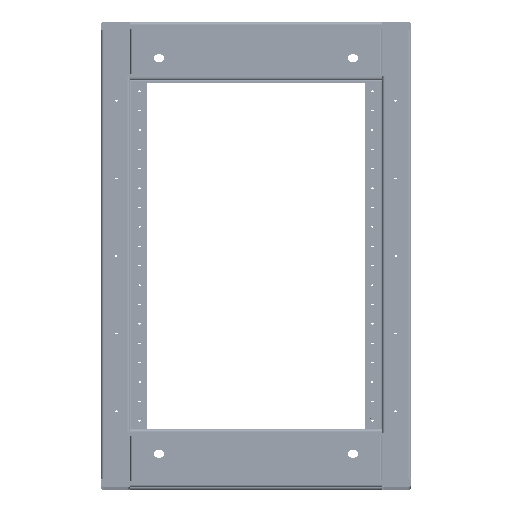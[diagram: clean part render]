
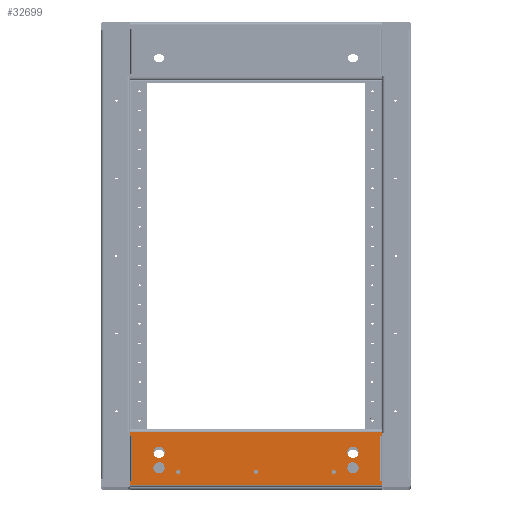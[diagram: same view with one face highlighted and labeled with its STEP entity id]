
A CAD part, top view. The second image highlights one B-rep face of the part: STEP entity #32699.
In plain terms, the highlighted planar face has unit normal (0, 0, 1).
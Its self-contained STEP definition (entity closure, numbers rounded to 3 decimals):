
#26077=EDGE_CURVE('',#54795,#49213,#74902,.T.);
#27159=VERTEX_POINT('',#76121);
#27545=EDGE_CURVE('',#49213,#54795,#76540,.T.);
#28631=EDGE_CURVE('',#44219,#52649,#77744,.T.);
#29277=VERTEX_POINT('',#78445);
#29545=EDGE_CURVE('',#52649,#44219,#78910,.T.);
#29681=VERTEX_POINT('',#79134);
#29685=VERTEX_POINT('',#79138);
#30061=VERTEX_POINT('',#79543);
#30847=EDGE_CURVE('',#52693,#63563,#80401,.T.);
#32127=VERTEX_POINT('',#81824);
#32699=ADVANCED_FACE('',(#82558,#82559,#82560,#82561,#82562,#82563,#82564,#82565),#82566,.T.);
#33143=EDGE_CURVE('',#45857,#36055,#83056,.T.);
#33275=VERTEX_POINT('',#83192);
#33799=EDGE_CURVE('',#44257,#44465,#83793,.T.);
#33837=EDGE_CURVE('',#32127,#42693,#83836,.T.);
#34473=VERTEX_POINT('',#84526);
#35335=VERTEX_POINT('',#85494);
#35701=VERTEX_POINT('',#85896);
#36055=VERTEX_POINT('',#86277);
#36935=EDGE_CURVE('',#34473,#29277,#87268,.T.);
#37847=EDGE_CURVE('',#29681,#52693,#88245,.T.);
#39757=VERTEX_POINT('',#90472);
#42011=EDGE_CURVE('',#30061,#68421,#93030,.T.);
#42693=VERTEX_POINT('',#93777);
#44219=VERTEX_POINT('',#95446);
#44257=VERTEX_POINT('',#95487);
#44465=VERTEX_POINT('',#95721);
#44469=EDGE_CURVE('',#29685,#66637,#95725,.T.);
#45447=EDGE_CURVE('',#35701,#35335,#97030,.T.);
#45857=VERTEX_POINT('',#97469);
#46265=EDGE_CURVE('',#39757,#27159,#97914,.T.);
#47815=EDGE_CURVE('',#67631,#34473,#99668,.T.);
#49213=VERTEX_POINT('',#101484);
#49493=EDGE_CURVE('',#36055,#35335,#101864,.T.);
#50463=EDGE_CURVE('',#33275,#68599,#103079,.T.);
#50761=EDGE_CURVE('',#27159,#39757,#103410,.T.);
#52649=VERTEX_POINT('',#105499);
#52693=VERTEX_POINT('',#105546);
#54795=VERTEX_POINT('',#107909);
#55461=EDGE_CURVE('',#68599,#33275,#108671,.T.);
#59331=EDGE_CURVE('',#44465,#44257,#113135,.T.);
#59357=EDGE_CURVE('',#66637,#29685,#113165,.T.);
#63563=VERTEX_POINT('',#118046);
#63697=EDGE_CURVE('',#35701,#29681,#118184,.T.);
#66637=VERTEX_POINT('',#121558);
#67381=EDGE_CURVE('',#32127,#45857,#122382,.T.);
#67631=VERTEX_POINT('',#122670);
#67835=EDGE_CURVE('',#42693,#29277,#122892,.T.);
#68421=VERTEX_POINT('',#123570);
#68599=VERTEX_POINT('',#123764);
#68617=EDGE_CURVE('',#63563,#67631,#123783,.T.);
#69023=EDGE_CURVE('',#68421,#30061,#124228,.T.);
#74902=CIRCLE('',#131515,7.25);
#76121=CARTESIAN_POINT('',(-97.3,-580.0,2000.0));
#76540=CIRCLE('',#133693,7.25);
#77744=CIRCLE('',#135292,7.25);
#78445=CARTESIAN_POINT('',(162.0,-528.5,2000.0));
#78910=CIRCLE('',#136778,7.25);
#79134=CARTESIAN_POINT('',(162.0,-596.5,2000.0));
#79138=CARTESIAN_POINT('',(97.3,-580.0,2000.0));
#79543=CARTESIAN_POINT('',(-2.7,-580.0,2000.0));
#80401=LINE('',#138692,#138693);
#81824=CARTESIAN_POINT('',(-162.0,-533.5,2000.0));
#82558=FACE_BOUND('',#141532,.T.);
#82559=FACE_BOUND('',#141533,.T.);
#82560=FACE_BOUND('',#141534,.T.);
#82561=FACE_BOUND('',#141535,.T.);
#82562=FACE_BOUND('',#141536,.T.);
#82563=FACE_BOUND('',#141537,.T.);
#82564=FACE_BOUND('',#141538,.T.);
#82565=FACE_OUTER_BOUND('',#141539,.T.);
#82566=PLANE('',#141540);
#83056=LINE('',#142191,#142192);
#83192=CARTESIAN_POINT('',(-117.75,-575.0,2000.0));
#83793=CIRCLE('',#143167,7.25);
#83836=LINE('',#143221,#143222);
#84526=CARTESIAN_POINT('',(162.0,-533.5,2000.0));
#85494=CARTESIAN_POINT('',(-162.0,-591.5,2000.0));
#85896=CARTESIAN_POINT('',(-162.0,-596.5,2000.0));
#86277=CARTESIAN_POINT('',(-159.5,-591.5,2000.0));
#87268=LINE('',#147774,#147775);
#88245=LINE('',#149077,#149078);
#90472=CARTESIAN_POINT('',(-102.7,-580.0,2000.0));
#93030=CIRCLE('',#155336,2.7);
#93777=CARTESIAN_POINT('',(-162.0,-528.5,2000.0));
#95446=CARTESIAN_POINT('',(-117.75,-555.0,2000.0));
#95487=CARTESIAN_POINT('',(117.75,-575.0,2000.0));
#95721=CARTESIAN_POINT('',(132.25,-575.0,2000.0));
#95725=CIRCLE('',#158885,2.7);
#97030=LINE('',#160526,#160527);
#97469=CARTESIAN_POINT('',(-159.5,-533.5,2000.0));
#97914=CIRCLE('',#161696,2.7);
#99668=LINE('',#163968,#163969);
#101484=CARTESIAN_POINT('',(117.75,-555.0,2000.0));
#101864=LINE('',#166741,#166742);
#103079=CIRCLE('',#168284,7.25);
#103410=CIRCLE('',#168728,2.7);
#105499=CARTESIAN_POINT('',(-132.25,-555.0,2000.0));
#105546=CARTESIAN_POINT('',(162.0,-591.5,2000.0));
#107909=CARTESIAN_POINT('',(132.25,-555.0,2000.0));
#108671=CIRCLE('',#175701,7.25);
#113135=CIRCLE('',#181469,7.25);
#113165=CIRCLE('',#181510,2.7);
#118046=CARTESIAN_POINT('',(159.5,-591.5,2000.0));
#118184=LINE('',#188052,#188053);
#121558=CARTESIAN_POINT('',(102.7,-580.0,2000.0));
#122382=LINE('',#193615,#193616);
#122670=CARTESIAN_POINT('',(159.5,-533.5,2000.0));
#122892=LINE('',#194305,#194306);
#123570=CARTESIAN_POINT('',(2.7,-580.0,2000.0));
#123764=CARTESIAN_POINT('',(-132.25,-575.0,2000.0));
#123783=LINE('',#195456,#195457);
#124228=CIRCLE('',#196046,2.7);
#131515=AXIS2_PLACEMENT_3D('',#204268,#204269,#204270);
#133693=AXIS2_PLACEMENT_3D('',#206195,#206196,#206197);
#135292=AXIS2_PLACEMENT_3D('',#207530,#207531,#207532);
#136778=AXIS2_PLACEMENT_3D('',#208972,#208973,#208974);
#138692=CARTESIAN_POINT('',(0.15,-591.5,2000.0));
#138693=VECTOR('',#210762,1.0);
#141532=EDGE_LOOP('',(#213471,#213472));
#141533=EDGE_LOOP('',(#213473,#213474));
#141534=EDGE_LOOP('',(#213475,#213476));
#141535=EDGE_LOOP('',(#213477,#213478));
#141536=EDGE_LOOP('',(#213479,#213480));
#141537=EDGE_LOOP('',(#213481,#213482));
#141538=EDGE_LOOP('',(#213483,#213484));
#141539=EDGE_LOOP('',(#213485,#213486,#213487,#213488,#213489,#213490,#213491,#213492,#213493,#213494,#213495,#213496));
#141540=AXIS2_PLACEMENT_3D('',#213497,#213498,#213499);
#142191=CARTESIAN_POINT('',(-159.5,-594.0,2000.0));
#142192=VECTOR('',#214140,1.0);
#143167=AXIS2_PLACEMENT_3D('',#215004,#215005,#215006);
#143221=CARTESIAN_POINT('',(-162.0,-596.5,2000.0));
#143222=VECTOR('',#215062,1.0);
#147774=CARTESIAN_POINT('',(162.0,-596.5,2000.0));
#147775=VECTOR('',#219074,1.0);
#149077=CARTESIAN_POINT('',(162.0,-596.5,2000.0));
#149078=VECTOR('',#220073,1.0);
#155336=AXIS2_PLACEMENT_3D('',#225940,#225941,#225942);
#158885=AXIS2_PLACEMENT_3D('',#228978,#228979,#228980);
#160526=CARTESIAN_POINT('',(-162.0,-596.5,2000.0));
#160527=VECTOR('',#230758,1.0);
#161696=AXIS2_PLACEMENT_3D('',#231767,#231768,#231769);
#163968=CARTESIAN_POINT('',(0.15,-533.5,2000.0));
#163969=VECTOR('',#233837,1.0);
#166741=CARTESIAN_POINT('',(-162.15,-591.5,2000.0));
#166742=VECTOR('',#236676,1.0);
#168284=AXIS2_PLACEMENT_3D('',#238191,#238192,#238193);
#168728=AXIS2_PLACEMENT_3D('',#238575,#238576,#238577);
#175701=AXIS2_PLACEMENT_3D('',#244699,#244700,#244701);
#181469=AXIS2_PLACEMENT_3D('',#250074,#250075,#250076);
#181510=AXIS2_PLACEMENT_3D('',#250119,#250120,#250121);
#188052=CARTESIAN_POINT('',(-162.0,-596.5,2000.0));
#188053=VECTOR('',#256192,1.0);
#193615=CARTESIAN_POINT('',(-162.15,-533.5,2000.0));
#193616=VECTOR('',#261123,1.0);
#194305=CARTESIAN_POINT('',(-162.0,-528.5,2000.0));
#194306=VECTOR('',#261732,1.0);
#195456=CARTESIAN_POINT('',(159.5,-594.0,2000.0));
#195457=VECTOR('',#262802,1.0);
#196046=AXIS2_PLACEMENT_3D('',#263323,#263324,#263325);
#204268=CARTESIAN_POINT('',(125.0,-555.0,2000.0));
#204269=DIRECTION('',(0.0,0.0,-1.0));
#204270=DIRECTION('',(1.0,0.0,0.0));
#206195=CARTESIAN_POINT('',(125.0,-555.0,2000.0));
#206196=DIRECTION('',(0.0,0.0,-1.0));
#206197=DIRECTION('',(1.0,0.0,0.0));
#207530=CARTESIAN_POINT('',(-125.0,-555.0,2000.0));
#207531=DIRECTION('',(0.0,0.0,-1.0));
#207532=DIRECTION('',(1.0,0.0,0.0));
#208972=CARTESIAN_POINT('',(-125.0,-555.0,2000.0));
#208973=DIRECTION('',(0.0,0.0,-1.0));
#208974=DIRECTION('',(1.0,0.0,0.0));
#210762=DIRECTION('',(-1.0,0.0,0.0));
#213471=ORIENTED_EDGE('',*,*,#59357,.T.);
#213472=ORIENTED_EDGE('',*,*,#44469,.T.);
#213473=ORIENTED_EDGE('',*,*,#69023,.T.);
#213474=ORIENTED_EDGE('',*,*,#42011,.T.);
#213475=ORIENTED_EDGE('',*,*,#50761,.T.);
#213476=ORIENTED_EDGE('',*,*,#46265,.T.);
#213477=ORIENTED_EDGE('',*,*,#26077,.T.);
#213478=ORIENTED_EDGE('',*,*,#27545,.T.);
#213479=ORIENTED_EDGE('',*,*,#28631,.T.);
#213480=ORIENTED_EDGE('',*,*,#29545,.T.);
#213481=ORIENTED_EDGE('',*,*,#33799,.T.);
#213482=ORIENTED_EDGE('',*,*,#59331,.T.);
#213483=ORIENTED_EDGE('',*,*,#55461,.T.);
#213484=ORIENTED_EDGE('',*,*,#50463,.T.);
#213485=ORIENTED_EDGE('',*,*,#49493,.T.);
#213486=ORIENTED_EDGE('',*,*,#45447,.F.);
#213487=ORIENTED_EDGE('',*,*,#63697,.T.);
#213488=ORIENTED_EDGE('',*,*,#37847,.T.);
#213489=ORIENTED_EDGE('',*,*,#30847,.T.);
#213490=ORIENTED_EDGE('',*,*,#68617,.T.);
#213491=ORIENTED_EDGE('',*,*,#47815,.T.);
#213492=ORIENTED_EDGE('',*,*,#36935,.T.);
#213493=ORIENTED_EDGE('',*,*,#67835,.F.);
#213494=ORIENTED_EDGE('',*,*,#33837,.F.);
#213495=ORIENTED_EDGE('',*,*,#67381,.T.);
#213496=ORIENTED_EDGE('',*,*,#33143,.T.);
#213497=CARTESIAN_POINT('',(-162.0,-596.5,2000.0));
#213498=DIRECTION('',(0.0,0.0,1.0));
#213499=DIRECTION('',(0.0,-1.0,0.0));
#214140=DIRECTION('',(0.0,-1.0,0.0));
#215004=CARTESIAN_POINT('',(125.0,-575.0,2000.0));
#215005=DIRECTION('',(0.0,0.0,-1.0));
#215006=DIRECTION('',(1.0,0.0,0.0));
#215062=DIRECTION('',(0.0,1.0,0.0));
#219074=DIRECTION('',(0.0,1.0,0.0));
#220073=DIRECTION('',(0.0,1.0,0.0));
#225940=CARTESIAN_POINT('',(0.0,-580.0,2000.0));
#225941=DIRECTION('',(0.0,0.0,-1.0));
#225942=DIRECTION('',(1.0,0.0,0.0));
#228978=CARTESIAN_POINT('',(100.0,-580.0,2000.0));
#228979=DIRECTION('',(0.0,0.0,-1.0));
#228980=DIRECTION('',(1.0,0.0,0.0));
#230758=DIRECTION('',(0.0,1.0,0.0));
#231767=CARTESIAN_POINT('',(-100.0,-580.0,2000.0));
#231768=DIRECTION('',(0.0,0.0,-1.0));
#231769=DIRECTION('',(1.0,0.0,0.0));
#233837=DIRECTION('',(1.0,0.0,-0.0));
#236676=DIRECTION('',(-1.0,0.0,0.0));
#238191=CARTESIAN_POINT('',(-125.0,-575.0,2000.0));
#238192=DIRECTION('',(0.0,0.0,-1.0));
#238193=DIRECTION('',(1.0,0.0,0.0));
#238575=CARTESIAN_POINT('',(-100.0,-580.0,2000.0));
#238576=DIRECTION('',(0.0,0.0,-1.0));
#238577=DIRECTION('',(1.0,0.0,0.0));
#244699=CARTESIAN_POINT('',(-125.0,-575.0,2000.0));
#244700=DIRECTION('',(0.0,0.0,-1.0));
#244701=DIRECTION('',(1.0,0.0,0.0));
#250074=CARTESIAN_POINT('',(125.0,-575.0,2000.0));
#250075=DIRECTION('',(0.0,0.0,-1.0));
#250076=DIRECTION('',(1.0,0.0,0.0));
#250119=CARTESIAN_POINT('',(100.0,-580.0,2000.0));
#250120=DIRECTION('',(0.0,0.0,-1.0));
#250121=DIRECTION('',(1.0,0.0,0.0));
#256192=DIRECTION('',(1.0,0.0,0.0));
#261123=DIRECTION('',(1.0,0.0,0.0));
#261732=DIRECTION('',(1.0,0.0,0.0));
#262802=DIRECTION('',(0.0,1.0,-0.0));
#263323=CARTESIAN_POINT('',(0.0,-580.0,2000.0));
#263324=DIRECTION('',(0.0,0.0,-1.0));
#263325=DIRECTION('',(1.0,0.0,0.0));
